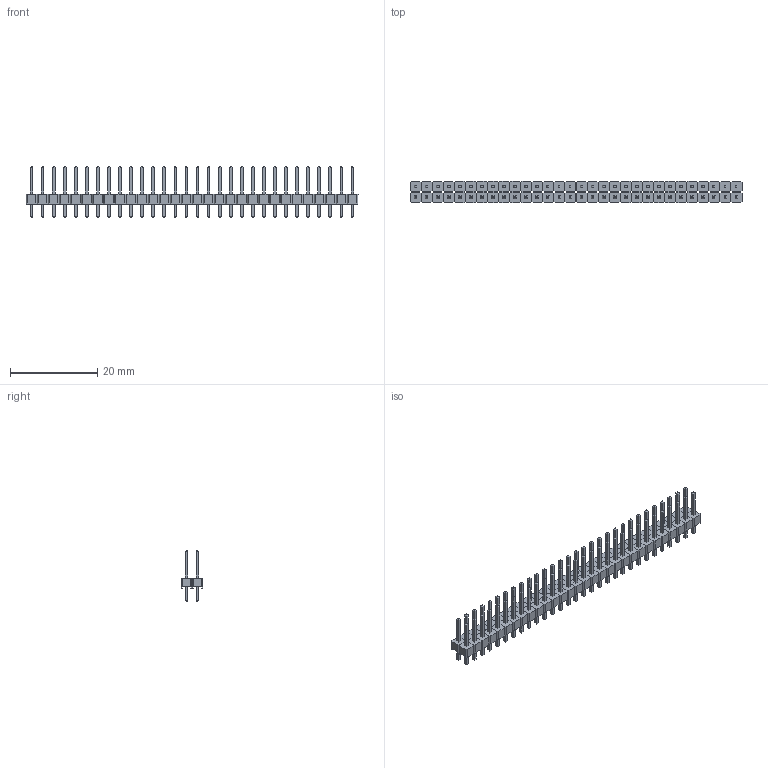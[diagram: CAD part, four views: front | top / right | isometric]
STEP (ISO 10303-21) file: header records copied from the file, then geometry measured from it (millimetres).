
FILE_DESCRIPTION(/* description */ (''),/* implementation_level */ '2;1');
FILE_NAME(/* name */ 'Header 2x30.step',/* time_stamp */ '2019-04-05T11:25:11+02:00',/* author */ (''),/* organization */ (''),/* preprocessor_version */ 'ST-DEVELOPER v17.2',/* originating_system */ 'Autodesk Translation Framework v7.6.0.251',/* authorisation */ '');
FILE_SCHEMA (('AUTOMOTIVE_DESIGN { 1 0 10303 214 3 1 1 }'));
Length unit declared in the file: millimetre
Products named in the file (3): (Nicht gespeichert); User Library-Header_Male_10Pin_BodyArray; User Library-Header_Male_10Pin_PinArray
Assembly tree (4 placements, depth 2):
  (Nicht gespeichert)
    User Library-Header_Male_10Pin_PinArray  x2
    User Library-Header_Male_10Pin_BodyArray  x2
Bounding box: 76.2 x 4.99 x 11.54 mm (x, y, z)
Volume: 987.7 mm3; surface area: 4080.7 mm2
Topology: 120 solids, 120 shells, 1920 faces, 4320 edges, 2640 vertices
Faces by surface type: plane 1920
Entity records: 43023 total; most frequent: CARTESIAN_POINT 7407, ORIENTED_EDGE 7200, DIRECTION 6814, LINE 3600, VECTOR 3600, EDGE_CURVE 3600, VERTEX_POINT 2200, EDGE_LOOP 1700
